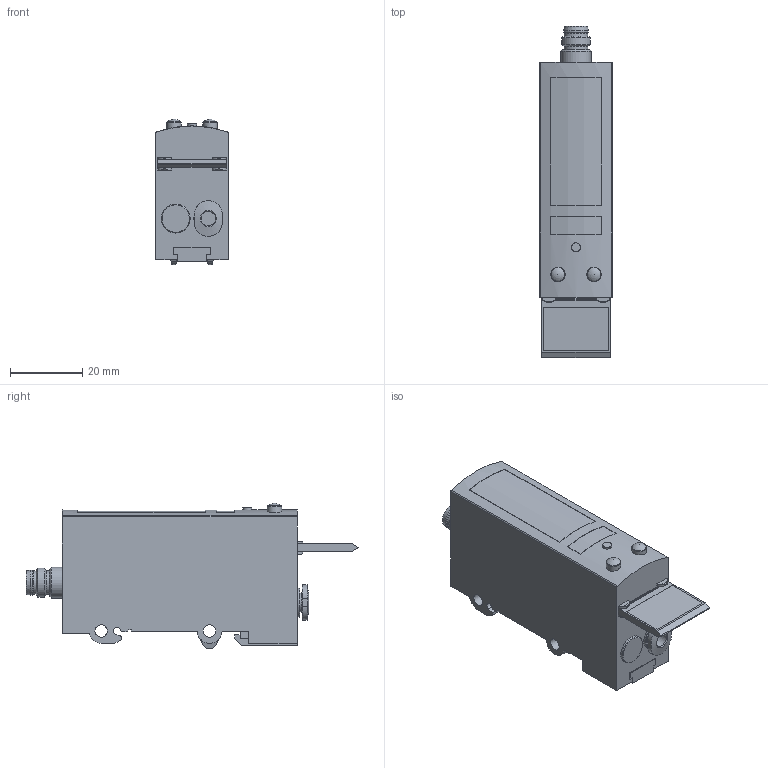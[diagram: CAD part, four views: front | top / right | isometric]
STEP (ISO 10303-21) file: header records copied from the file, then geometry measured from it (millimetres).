
FILE_DESCRIPTION(/* description */ ('STEP AP214'),/* implementation_level */ '2;1');
FILE_NAME(/* name */ '540193_SDE3-V1S-B-HQ4-2P-M8',/* time_stamp */ '2024-09-15T00:15:40+02:00',/* author */ ('License CC BY-ND 4.0'),/* organization */ ('CADENAS'),/* preprocessor_version */ 'ST-DEVELOPER v19.3',/* originating_system */ 'PARTsolutions',/* authorisation */ ' ');
FILE_SCHEMA (('AUTOMOTIVE_DESIGN {1 0 10303 214 3 1 1}'));
Length unit declared in the file: millimetre
Products named in the file (3): 540193 SDE3-V1S-B-HQ4-2P-M8; 539679 SDE3-V1S-B-HQ4-2P-M8-----(G); 677000 SXE3-.
Assembly tree (2 placements, depth 2):
  540193 SDE3-V1S-B-HQ4-2P-M8
    539679 SDE3-V1S-B-HQ4-2P-M8-----(G)
    677000 SXE3-.
Bounding box: 20 x 91.9 x 40.25 mm (x, y, z)
Volume: 45184.9 mm3; surface area: 11125.1 mm2
Topology: 2 solids, 2 shells, 204 faces, 528 edges, 348 vertices
Faces by surface type: plane 124, cylinder 60, cone 10, sphere 6, torus 4
Full cylindrical faces by diameter (mm): 1 x4, 2.5 x1, 3.4 x2, 3.9 x1, 4 x3, 5.2 x1, 5.8 x1, 6.5 x2, 6.9 x1, 8 x3, 8.5 x1
Entity records: 7281 total; most frequent: CARTESIAN_POINT 1131, DIRECTION 984, ORIENTED_EDGE 944, EDGE_CURVE 472, AXIS2_PLACEMENT_3D 336, VERTEX_POINT 332, LINE 312, VECTOR 312
